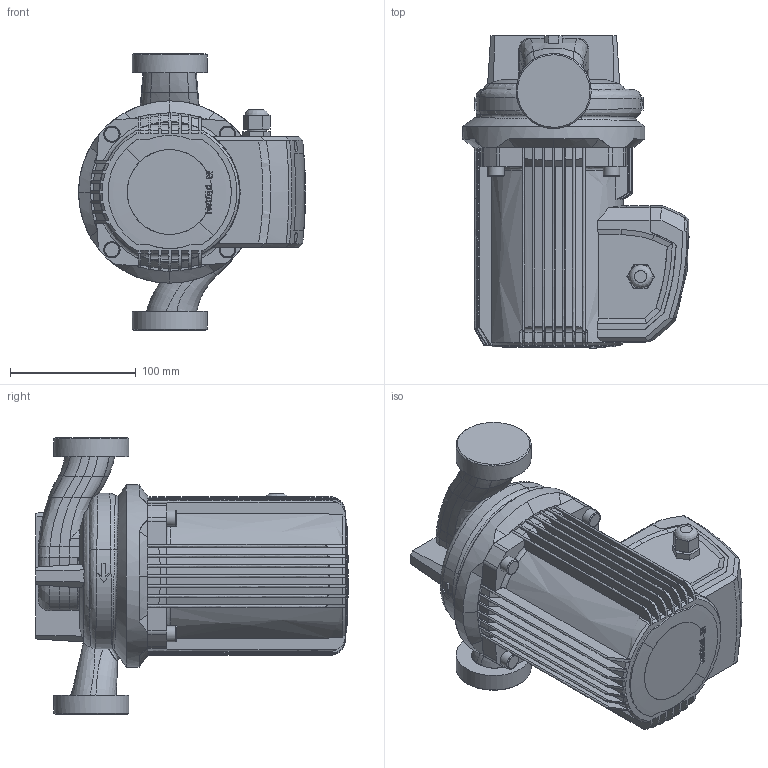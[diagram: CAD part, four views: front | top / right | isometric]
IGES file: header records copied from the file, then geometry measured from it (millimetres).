
Global section: file name: 015P1218 (RW 32-120S 220); native system: AutoCAD 2021 — Русский (Russian),62HAutod; preprocessor: esk Translation Framework DWG producer (atf_dwg_producer); organization: unknown; date: 20240901.222814; units: millimetre
Bounding box: 180.5 x 248.23 x 220 mm (x, y, z)
Volume: 1708269.9 mm3; surface area: 273207.7 mm2
Topology: 11 solids, 11 shells, 910 faces, 7373 edges, 6769 vertices
Faces by surface type: bspline 872, revolution 38
